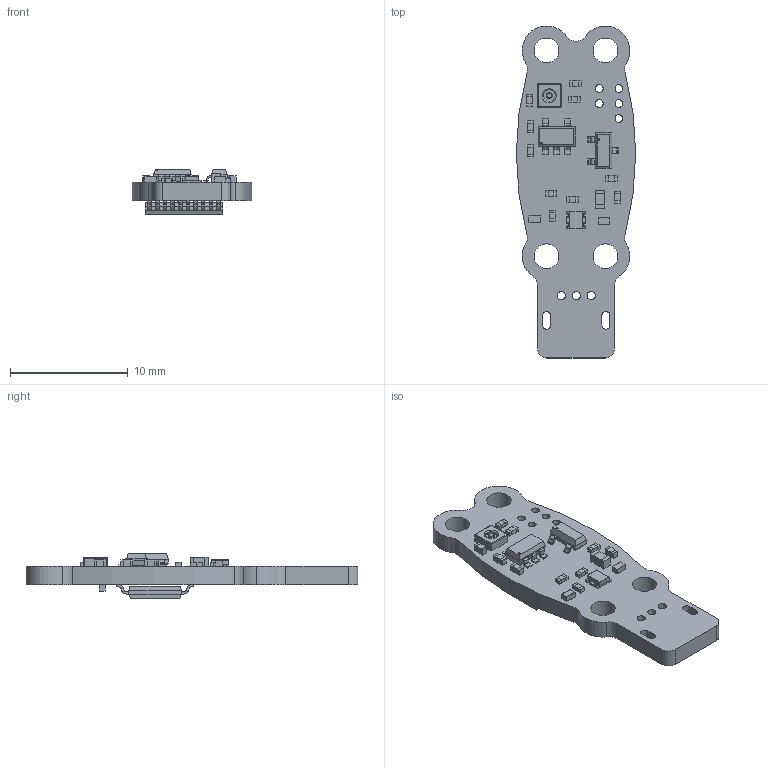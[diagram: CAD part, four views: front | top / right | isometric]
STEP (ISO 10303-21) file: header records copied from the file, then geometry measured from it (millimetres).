
FILE_DESCRIPTION(('Open CASCADE Model'),'2;1');
FILE_NAME('Open CASCADE Shape Model','2021-12-03T14:04:01',('Author'),( 'Open CASCADE'),'Open CASCADE STEP processor 6.8','Open CASCADE 6.8' ,'Unknown');
FILE_SCHEMA(('AUTOMOTIVE_DESIGN { 1 0 10303 214 1 1 1 1 }'));
Length unit declared in the file: millimetre
Products named in the file (47): PCB; Board; Open CASCADE STEP translator 6.8 1.1.1; R2; 6048775952; Extruded; 6048776112; R6; U3; MSRC_SHTC3_RGB8421504; R5; 6711555328; D6; MSRC-TZ-P4-1615RGBTCA1-0.55T_RGB8421504; U2; TSSOP20_STM; R4; D3; MSRC-RCLAMP0521P-N_v2; D1; MSRC-Nexperia_SOT23; C4; 6711554528; 6711554368; D2; U1; MSFT-SOT23-5; Model; R3; R1; FB1; 6711553248; 6711553088; C5; 6711553648; 6711553488; C1; C3; C2
Assembly tree (74 placements, depth 4):
  PCB
    Board
      Open CASCADE STEP translator 6.8 1.1.1
    R2
      6048775952
        Extruded
      6048776112  x2
        Extruded
    R6
      6048776112  x2
        Extruded
      6048775952
        Extruded
    U3
      MSRC_SHTC3_RGB8421504
    R5
      6711555328  x2
        Extruded
      6048775952
        Extruded
    D6
      MSRC-TZ-P4-1615RGBTCA1-0.55T_RGB8421504
    U2
      TSSOP20_STM
    R4
      6048776112  x2
        Extruded
      6048775952
        Extruded
    D3
      MSRC-RCLAMP0521P-N_v2
    D1
      MSRC-Nexperia_SOT23
    C4
      6711554528  x2
        Extruded
      6711554368
        Extruded
    D2
      MSRC-RCLAMP0521P-N_v2
    U1
      MSFT-SOT23-5
        Model
    R3
      6048776112  x2
        Extruded
      6048775952
        Extruded
    R1
      6048775952
        Extruded
      6048776112  x2
        Extruded
    FB1
      6711553248
        Extruded
      6711553088  x2
        Extruded
    C5
      6711553648  x2
Bounding box: 10.15 x 28.22 x 3.86 mm (x, y, z)
Volume: 388.8 mm3; surface area: 866.9 mm2
Topology: 89 solids, 89 shells, 924 faces, 2148 edges, 1404 vertices
Faces by surface type: plane 699, cylinder 203, sphere 20, torus 2
Full cylindrical faces by diameter (mm): 0.152 x1, 0.165 x1, 0.224 x1, 0.5 x1, 0.66 x5, 0.71 x3, 1 x1, 2.1 x4
Entity records: 26805 total; most frequent: DIRECTION 3748, CARTESIAN_POINT 3694, ORIENTED_EDGE 3498, EDGE_CURVE 1749, LINE 1344, VECTOR 1344, AXIS2_PLACEMENT_3D 1202, VERTEX_POINT 1146
